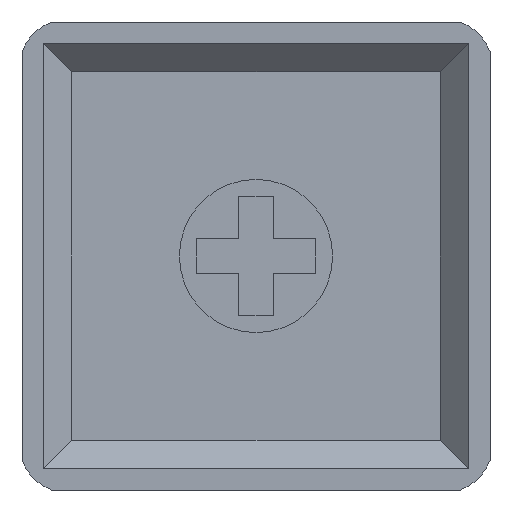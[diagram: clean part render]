
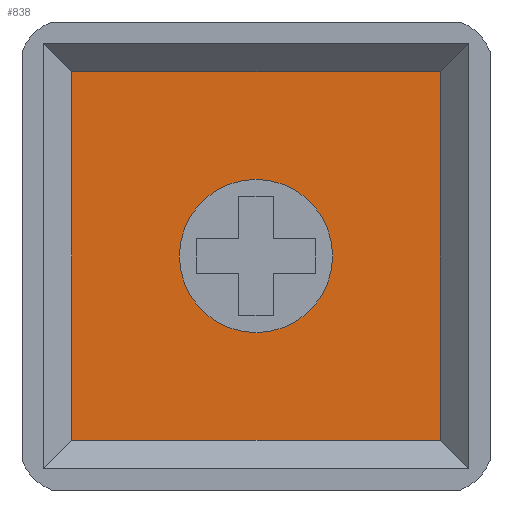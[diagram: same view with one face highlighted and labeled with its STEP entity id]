
A CAD part, front view. The second image highlights one B-rep face of the part: STEP entity #838.
In plain terms, the highlighted planar face has unit normal (0, -1, 0).
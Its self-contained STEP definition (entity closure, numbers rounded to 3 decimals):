
#24=PLANE('',#896);
#68=CIRCLE('',#897,2.7);
#98=LINE('',#1801,#169);
#99=LINE('',#1804,#170);
#101=LINE('',#1808,#172);
#102=LINE('',#1809,#173);
#169=VECTOR('',#1018,10.);
#170=VECTOR('',#1021,10.);
#172=VECTOR('',#1025,10.);
#173=VECTOR('',#1026,10.);
#229=FACE_BOUND('',#315,.T.);
#261=FACE_OUTER_BOUND('',#314,.T.);
#314=EDGE_LOOP('',(#707,#708,#709,#710));
#315=EDGE_LOOP('',(#711));
#412=VERTEX_POINT('',#1797);
#413=VERTEX_POINT('',#1799);
#414=VERTEX_POINT('',#1803);
#415=VERTEX_POINT('',#1807);
#416=VERTEX_POINT('',#1810);
#518=EDGE_CURVE('',#413,#412,#98,.T.);
#519=EDGE_CURVE('',#412,#414,#99,.T.);
#521=EDGE_CURVE('',#415,#413,#101,.T.);
#522=EDGE_CURVE('',#414,#415,#102,.T.);
#523=EDGE_CURVE('',#416,#416,#68,.T.);
#707=ORIENTED_EDGE('',*,*,#518,.F.);
#708=ORIENTED_EDGE('',*,*,#521,.F.);
#709=ORIENTED_EDGE('',*,*,#522,.F.);
#710=ORIENTED_EDGE('',*,*,#519,.F.);
#711=ORIENTED_EDGE('',*,*,#523,.F.);
#838=ADVANCED_FACE('',(#261,#229),#24,.F.);
#896=AXIS2_PLACEMENT_3D('',#1806,#1023,#1024);
#897=AXIS2_PLACEMENT_3D('',#1811,#1027,#1028);
#1018=DIRECTION('',(1.,0.,0.));
#1021=DIRECTION('',(0.,0.,-1.));
#1023=DIRECTION('center_axis',(0.,1.,0.));
#1024=DIRECTION('ref_axis',(-1.,0.,0.));
#1025=DIRECTION('',(0.,0.,1.));
#1026=DIRECTION('',(-1.,0.,0.));
#1027=DIRECTION('center_axis',(0.,-1.,0.));
#1028=DIRECTION('ref_axis',(1.,0.,0.));
#1797=CARTESIAN_POINT('',(6.5,2.3,6.5));
#1799=CARTESIAN_POINT('',(-6.5,2.3,6.5));
#1801=CARTESIAN_POINT('',(-3.75,2.3,6.5));
#1803=CARTESIAN_POINT('',(6.5,2.3,-6.5));
#1804=CARTESIAN_POINT('',(6.5,2.3,3.75));
#1806=CARTESIAN_POINT('Origin',(0.,2.3,0.));
#1807=CARTESIAN_POINT('',(-6.5,2.3,-6.5));
#1808=CARTESIAN_POINT('',(-6.5,2.3,-3.75));
#1809=CARTESIAN_POINT('',(3.75,2.3,-6.5));
#1810=CARTESIAN_POINT('',(-2.7,2.3,0.));
#1811=CARTESIAN_POINT('Origin',(0.,2.3,0.));
